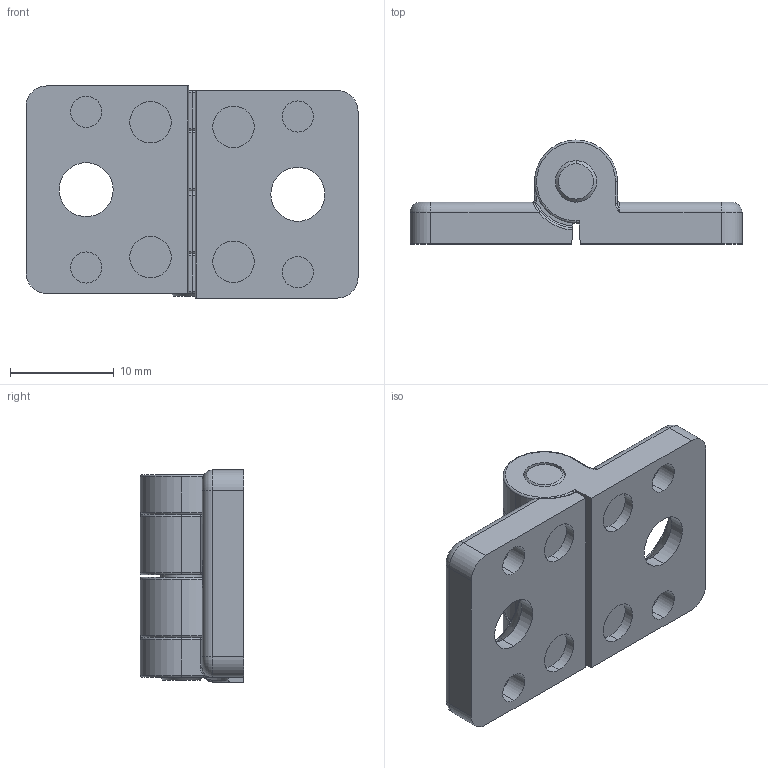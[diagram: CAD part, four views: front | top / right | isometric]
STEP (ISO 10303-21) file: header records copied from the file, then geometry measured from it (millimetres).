
FILE_DESCRIPTION (( 'STEP AP214' ), '1' );
FILE_NAME ('095022f00.STEP', '2014-08-14T06:22:07', ( '' ), ( '' ), 'SwSTEP 2.0', 'SolidWorks 2014', '' );
FILE_SCHEMA (( 'AUTOMOTIVE_DESIGN' ));
Length unit declared in the file: millimetre
Products named in the file (3): 095022-01_095 022.01; 095022r_095 022 f00 r; 095022f00
Assembly tree (3 placements, depth 2):
  095022f00
    095022r_095 022 f00 r  x2
    095022-01_095 022.01
Bounding box: 32 x 10 x 20.45 mm (x, y, z)
Volume: 2831.3 mm3; surface area: 2967.1 mm2
Topology: 3 solids, 3 shells, 235 faces, 569 edges, 344 vertices
Faces by surface type: cylinder 90, plane 76, torus 30, cone 29, bspline 10
Entity records: 4858 total; most frequent: CARTESIAN_POINT 1236, ORIENTED_EDGE 752, DIRECTION 723, EDGE_CURVE 376, AXIS2_PLACEMENT_3D 297, VERTEX_POINT 226, EDGE_LOOP 166, ADVANCED_FACE 157
